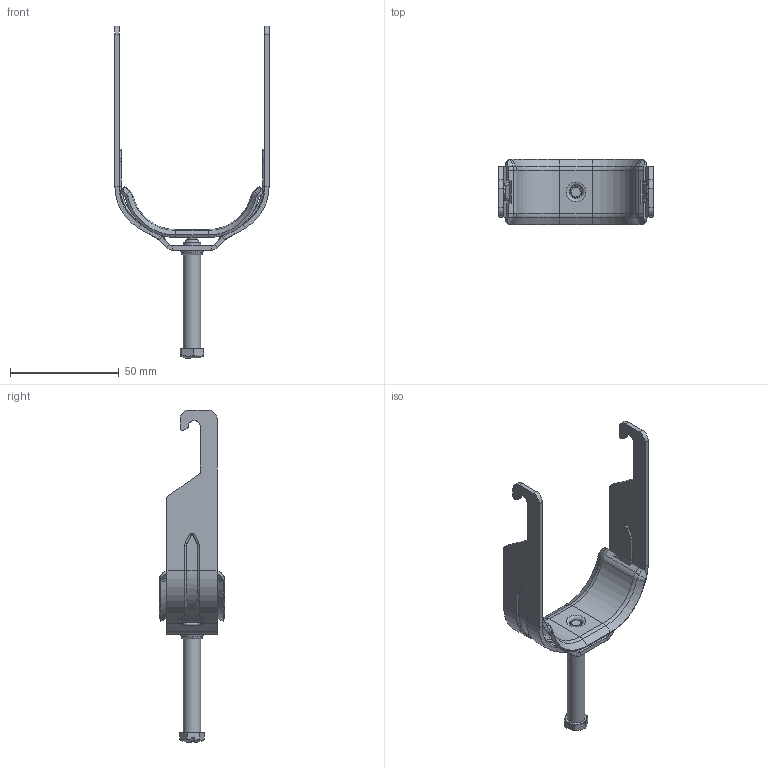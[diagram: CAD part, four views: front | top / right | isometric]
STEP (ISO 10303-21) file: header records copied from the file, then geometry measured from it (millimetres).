
FILE_DESCRIPTION(/* description */ (''),/* implementation_level */ '2;1');
FILE_NAME(/* name */ 'UKZ1 UKOZ1 58-64.stp',/* time_stamp */ '2020-11-16T12:16:15+01:00',/* author */ ('stanislaw.luczak'),/* organization */ (''),/* preprocessor_version */ 'ST-DEVELOPER v18.1',/* originating_system */ 'Autodesk Inventor 2021',/* authorisation */ '');
FILE_SCHEMA (('AUTOMOTIVE_DESIGN { 1 0 10303 214 3 1 1 }'));
Length unit declared in the file: millimetre
Products named in the file (4): UKZ1 UKOZ1 58-64; łezka 58-64; 40-46; śruba UK  - dlugosc 50mm
Assembly tree (3 placements, depth 2):
  UKZ1 UKOZ1 58-64
    łezka 58-64
    40-46
    śruba UK  - dlugosc 50mm
Bounding box: 70.9 x 30 x 152.5 mm (x, y, z)
Volume: 16023.4 mm3; surface area: 17896.3 mm2
Topology: 3 solids, 3 shells, 468 faces, 1156 edges, 699 vertices
Faces by surface type: plane 166, bspline 122, cylinder 117, torus 37, cone 26
Full cylindrical faces by diameter (mm): 4 x1, 4.5 x1, 5 x1, 6 x1, 6.647 x1, 8 x1, 10 x1
Entity records: 24463 total; most frequent: CARTESIAN_POINT 13945, ORIENTED_EDGE 2310, DIRECTION 1961, EDGE_CURVE 1155, AXIS2_PLACEMENT_3D 730, VERTEX_POINT 699, LINE 501, VECTOR 501
